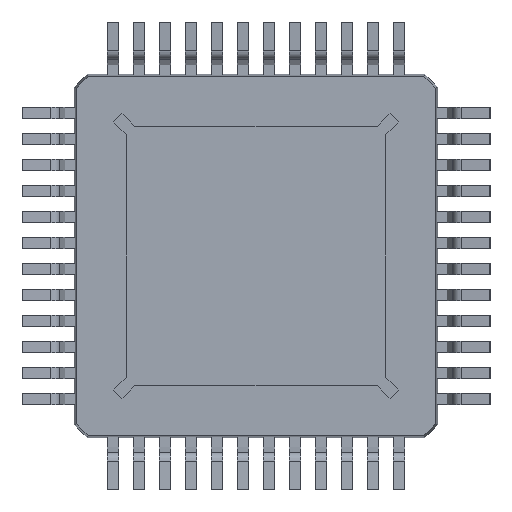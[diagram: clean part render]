
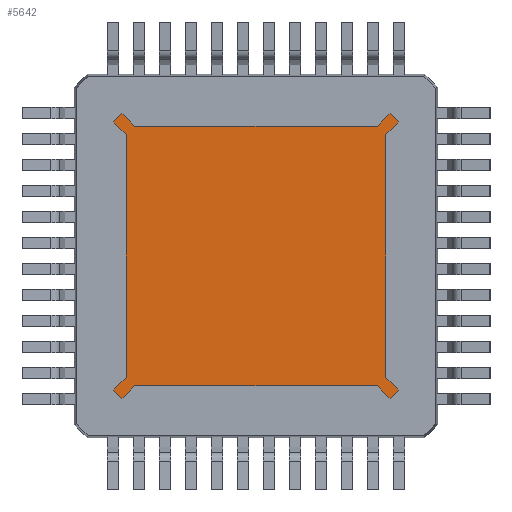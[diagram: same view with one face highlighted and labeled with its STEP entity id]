
A CAD part, front view. The second image highlights one B-rep face of the part: STEP entity #5642.
In plain terms, the highlighted planar face has unit normal (0, -1, 0).
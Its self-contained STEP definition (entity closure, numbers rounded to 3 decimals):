
#81 = VERTEX_POINT ( 'NONE', #16471 ) ;
#249 = DIRECTION ( 'NONE',  ( 0., 0., -1. ) ) ;
#277 = ORIENTED_EDGE ( 'NONE', *, *, #5756, .T. ) ;
#643 = DIRECTION ( 'NONE',  ( 0.707, 0., 0.707 ) ) ;
#757 = LINE ( 'NONE', #9407, #2584 ) ;
#879 = CARTESIAN_POINT ( 'NONE',  ( -2.5, -0.5, -2.338 ) ) ;
#1132 = DIRECTION ( 'NONE',  ( -0.707, 0., 0.707 ) ) ;
#1182 = CARTESIAN_POINT ( 'NONE',  ( 2.581, -0.5, 2.743 ) ) ;
#1318 = EDGE_CURVE ( 'NONE', #26281, #6036, #3058, .T. ) ;
#2237 = CARTESIAN_POINT ( 'NONE',  ( -2.5, -0.5, 2.338 ) ) ;
#2337 = VECTOR ( 'NONE', #1132, 1000. ) ;
#2378 = VERTEX_POINT ( 'NONE', #14806 ) ;
#2443 = VERTEX_POINT ( 'NONE', #15392 ) ;
#2490 = ORIENTED_EDGE ( 'NONE', *, *, #1318, .T. ) ;
#2584 = VECTOR ( 'NONE', #16017, 1000. ) ;
#2951 = CARTESIAN_POINT ( 'NONE',  ( 2.338, -0.5, 2.5 ) ) ;
#2958 = FACE_OUTER_BOUND ( 'NONE', #20090, .T. ) ;
#3058 = LINE ( 'NONE', #1182, #17894 ) ;
#3065 = VERTEX_POINT ( 'NONE', #11414 ) ;
#3395 = DIRECTION ( 'NONE',  ( -1., 0., 0. ) ) ;
#3906 = DIRECTION ( 'NONE',  ( -0.707, 0., 0.707 ) ) ;
#4105 = VERTEX_POINT ( 'NONE', #12228 ) ;
#4217 = DIRECTION ( 'NONE',  ( 0.707, 0., 0.707 ) ) ;
#4531 = EDGE_CURVE ( 'NONE', #21946, #81, #4728, .T. ) ;
#4728 = LINE ( 'NONE', #26283, #19602 ) ;
#4847 = EDGE_CURVE ( 'NONE', #4105, #19486, #16954, .T. ) ;
#5069 = LINE ( 'NONE', #2951, #16929 ) ;
#5282 = EDGE_CURVE ( 'NONE', #2378, #4105, #22849, .T. ) ;
#5384 = VECTOR ( 'NONE', #27247, 1000. ) ;
#5483 = VECTOR ( 'NONE', #24926, 1000. ) ;
#5492 = CARTESIAN_POINT ( 'NONE',  ( -2.743, -0.5, 2.581 ) ) ;
#5541 = AXIS2_PLACEMENT_3D ( 'NONE', #9613, #27056, #18328 ) ;
#5642 = ADVANCED_FACE ( 'NONE', ( #2958 ), #18184, .T. ) ;
#5756 = EDGE_CURVE ( 'NONE', #6036, #8762, #5069, .T. ) ;
#6036 = VERTEX_POINT ( 'NONE', #16569 ) ;
#6042 = ORIENTED_EDGE ( 'NONE', *, *, #22461, .T. ) ;
#6089 = DIRECTION ( 'NONE',  ( 0.707, 0., 0.707 ) ) ;
#6528 = VERTEX_POINT ( 'NONE', #5492 ) ;
#7084 = CARTESIAN_POINT ( 'NONE',  ( 2.743, -0.5, 2.581 ) ) ;
#8196 = CARTESIAN_POINT ( 'NONE',  ( 2.581, -0.5, -2.743 ) ) ;
#8354 = ORIENTED_EDGE ( 'NONE', *, *, #17945, .T. ) ;
#8600 = CARTESIAN_POINT ( 'NONE',  ( 2.581, -0.5, -2.743 ) ) ;
#8704 = ORIENTED_EDGE ( 'NONE', *, *, #14316, .T. ) ;
#8762 = VERTEX_POINT ( 'NONE', #15048 ) ;
#9407 = CARTESIAN_POINT ( 'NONE',  ( -2.743, -0.5, -2.581 ) ) ;
#9502 = CARTESIAN_POINT ( 'NONE',  ( 2.743, -0.5, -2.581 ) ) ;
#9613 = CARTESIAN_POINT ( 'NONE',  ( 0., -0.5, 0. ) ) ;
#9777 = LINE ( 'NONE', #24886, #27503 ) ;
#10963 = ORIENTED_EDGE ( 'NONE', *, *, #11765, .T. ) ;
#11201 = ORIENTED_EDGE ( 'NONE', *, *, #4531, .T. ) ;
#11414 = CARTESIAN_POINT ( 'NONE',  ( 2.743, -0.5, 2.581 ) ) ;
#11704 = DIRECTION ( 'NONE',  ( 0., 0., 1. ) ) ;
#11765 = EDGE_CURVE ( 'NONE', #27203, #2443, #21737, .T. ) ;
#11860 = ORIENTED_EDGE ( 'NONE', *, *, #16651, .T. ) ;
#12228 = CARTESIAN_POINT ( 'NONE',  ( -2.338, -0.5, -2.5 ) ) ;
#12259 = CARTESIAN_POINT ( 'NONE',  ( -2.581, -0.5, 2.743 ) ) ;
#12775 = CARTESIAN_POINT ( 'NONE',  ( -2.338, -0.5, -2.5 ) ) ;
#13316 = EDGE_CURVE ( 'NONE', #20486, #2378, #757, .T. ) ;
#13661 = VECTOR ( 'NONE', #643, 1000. ) ;
#13714 = VECTOR ( 'NONE', #26504, 1000. ) ;
#13991 = DIRECTION ( 'NONE',  ( -0.707, 0., -0.707 ) ) ;
#14219 = VERTEX_POINT ( 'NONE', #26609 ) ;
#14316 = EDGE_CURVE ( 'NONE', #8762, #14219, #14569, .T. ) ;
#14362 = CARTESIAN_POINT ( 'NONE',  ( 2.338, -0.5, -2.5 ) ) ;
#14444 = VECTOR ( 'NONE', #6089, 1000. ) ;
#14569 = LINE ( 'NONE', #26001, #23990 ) ;
#14806 = CARTESIAN_POINT ( 'NONE',  ( -2.581, -0.5, -2.743 ) ) ;
#14877 = ORIENTED_EDGE ( 'NONE', *, *, #26503, .T. ) ;
#15032 = ORIENTED_EDGE ( 'NONE', *, *, #21704, .T. ) ;
#15048 = CARTESIAN_POINT ( 'NONE',  ( -2.338, -0.5, 2.5 ) ) ;
#15138 = EDGE_CURVE ( 'NONE', #81, #3065, #16963, .T. ) ;
#15231 = CARTESIAN_POINT ( 'NONE',  ( 2.338, -0.5, -2.5 ) ) ;
#15392 = CARTESIAN_POINT ( 'NONE',  ( -2.5, -0.5, -2.338 ) ) ;
#16017 = DIRECTION ( 'NONE',  ( 0.707, 0., -0.707 ) ) ;
#16253 = LINE ( 'NONE', #9502, #2337 ) ;
#16312 = VECTOR ( 'NONE', #27547, 1000. ) ;
#16471 = CARTESIAN_POINT ( 'NONE',  ( 2.5, -0.5, 2.338 ) ) ;
#16569 = CARTESIAN_POINT ( 'NONE',  ( 2.338, -0.5, 2.5 ) ) ;
#16651 = EDGE_CURVE ( 'NONE', #17989, #21946, #16253, .T. ) ;
#16929 = VECTOR ( 'NONE', #3395, 1000. ) ;
#16954 = LINE ( 'NONE', #12775, #22810 ) ;
#16963 = LINE ( 'NONE', #25636, #14444 ) ;
#17084 = CARTESIAN_POINT ( 'NONE',  ( -2.743, -0.5, -2.581 ) ) ;
#17894 = VECTOR ( 'NONE', #13991, 1000. ) ;
#17945 = EDGE_CURVE ( 'NONE', #24048, #17989, #23714, .T. ) ;
#17989 = VERTEX_POINT ( 'NONE', #26039 ) ;
#18125 = ORIENTED_EDGE ( 'NONE', *, *, #15138, .T. ) ;
#18184 = PLANE ( 'NONE',  #5541 ) ;
#18248 = LINE ( 'NONE', #879, #5483 ) ;
#18328 = DIRECTION ( 'NONE',  ( 0., 0., -1. ) ) ;
#18644 = LINE ( 'NONE', #14362, #5384 ) ;
#19486 = VERTEX_POINT ( 'NONE', #15231 ) ;
#19602 = VECTOR ( 'NONE', #11704, 1000. ) ;
#19726 = CARTESIAN_POINT ( 'NONE',  ( 2.5, -0.5, -2.338 ) ) ;
#20090 = EDGE_LOOP ( 'NONE', ( #8704, #14877, #6042, #10963, #22343, #22235, #27310, #21890, #21053, #8354, #11860, #11201, #18125, #15032, #2490, #277 ) ) ;
#20486 = VERTEX_POINT ( 'NONE', #17084 ) ;
#20921 = EDGE_CURVE ( 'NONE', #2443, #20486, #18248, .T. ) ;
#21021 = VECTOR ( 'NONE', #4217, 1000. ) ;
#21053 = ORIENTED_EDGE ( 'NONE', *, *, #26752, .T. ) ;
#21407 = CARTESIAN_POINT ( 'NONE',  ( 2.581, -0.5, 2.743 ) ) ;
#21582 = CARTESIAN_POINT ( 'NONE',  ( -2.5, -0.5, 2.338 ) ) ;
#21704 = EDGE_CURVE ( 'NONE', #3065, #26281, #26642, .T. ) ;
#21737 = LINE ( 'NONE', #2237, #27054 ) ;
#21890 = ORIENTED_EDGE ( 'NONE', *, *, #4847, .T. ) ;
#21946 = VERTEX_POINT ( 'NONE', #19726 ) ;
#22235 = ORIENTED_EDGE ( 'NONE', *, *, #13316, .T. ) ;
#22343 = ORIENTED_EDGE ( 'NONE', *, *, #20921, .T. ) ;
#22461 = EDGE_CURVE ( 'NONE', #6528, #27203, #9777, .T. ) ;
#22810 = VECTOR ( 'NONE', #23333, 1000. ) ;
#22849 = LINE ( 'NONE', #24556, #13661 ) ;
#23032 = DIRECTION ( 'NONE',  ( 0.707, 0., -0.707 ) ) ;
#23333 = DIRECTION ( 'NONE',  ( 1., 0., 0. ) ) ;
#23714 = LINE ( 'NONE', #8600, #21021 ) ;
#23990 = VECTOR ( 'NONE', #3906, 1000. ) ;
#24048 = VERTEX_POINT ( 'NONE', #8196 ) ;
#24556 = CARTESIAN_POINT ( 'NONE',  ( -2.581, -0.5, -2.743 ) ) ;
#24886 = CARTESIAN_POINT ( 'NONE',  ( -2.743, -0.5, 2.581 ) ) ;
#24926 = DIRECTION ( 'NONE',  ( -0.707, 0., -0.707 ) ) ;
#25636 = CARTESIAN_POINT ( 'NONE',  ( 2.5, -0.5, 2.338 ) ) ;
#26001 = CARTESIAN_POINT ( 'NONE',  ( -2.338, -0.5, 2.5 ) ) ;
#26039 = CARTESIAN_POINT ( 'NONE',  ( 2.743, -0.5, -2.581 ) ) ;
#26281 = VERTEX_POINT ( 'NONE', #21407 ) ;
#26283 = CARTESIAN_POINT ( 'NONE',  ( 2.5, -0.5, -2.338 ) ) ;
#26503 = EDGE_CURVE ( 'NONE', #14219, #6528, #27970, .T. ) ;
#26504 = DIRECTION ( 'NONE',  ( -0.707, 0., 0.707 ) ) ;
#26609 = CARTESIAN_POINT ( 'NONE',  ( -2.581, -0.5, 2.743 ) ) ;
#26642 = LINE ( 'NONE', #7084, #13714 ) ;
#26752 = EDGE_CURVE ( 'NONE', #19486, #24048, #18644, .T. ) ;
#27054 = VECTOR ( 'NONE', #249, 1000. ) ;
#27056 = DIRECTION ( 'NONE',  ( 0., -1., 0. ) ) ;
#27203 = VERTEX_POINT ( 'NONE', #21582 ) ;
#27247 = DIRECTION ( 'NONE',  ( 0.707, 0., -0.707 ) ) ;
#27310 = ORIENTED_EDGE ( 'NONE', *, *, #5282, .T. ) ;
#27503 = VECTOR ( 'NONE', #23032, 1000. ) ;
#27547 = DIRECTION ( 'NONE',  ( -0.707, 0., -0.707 ) ) ;
#27970 = LINE ( 'NONE', #12259, #16312 ) ;
